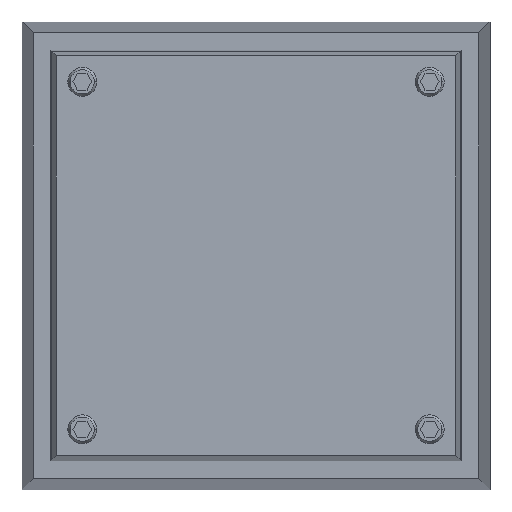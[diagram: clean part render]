
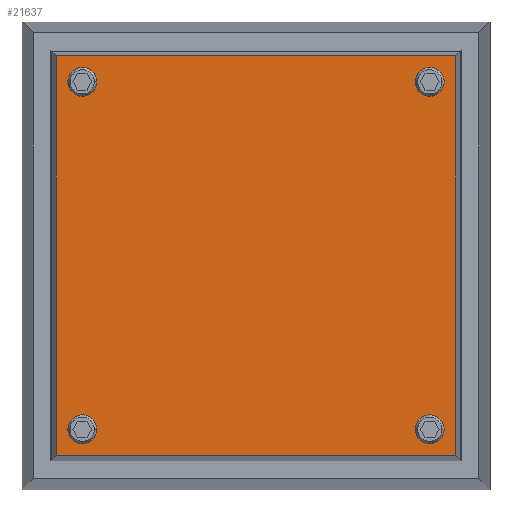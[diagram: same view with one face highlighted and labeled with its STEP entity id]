
A CAD part, top view. The second image highlights one B-rep face of the part: STEP entity #21637.
In plain terms, the highlighted planar face has unit normal (0, 0, 1).
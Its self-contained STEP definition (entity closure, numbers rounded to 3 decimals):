
#1109 = FACE_BOUND ( 'NONE', #22401, .T. ) ;
#1171 = DIRECTION ( 'NONE',  ( 0., 0., 1. ) ) ;
#1461 = DIRECTION ( 'NONE',  ( 0., -1., 0. ) ) ;
#1468 = EDGE_CURVE ( 'NONE', #7639, #16945, #19078, .T. ) ;
#1588 = EDGE_CURVE ( 'NONE', #16710, #13668, #19343, .T. ) ;
#1615 = DIRECTION ( 'NONE',  ( 1., 0., 0. ) ) ;
#1708 = CARTESIAN_POINT ( 'NONE',  ( 14.997, 15.003, 0. ) ) ;
#1720 = VERTEX_POINT ( 'NONE', #16274 ) ;
#1758 = AXIS2_PLACEMENT_3D ( 'NONE', #5747, #18713, #1615 ) ;
#1842 = CARTESIAN_POINT ( 'NONE',  ( 182.253, 15.003, 0. ) ) ;
#1958 = CARTESIAN_POINT ( 'NONE',  ( 12.247, 184.997, 0. ) ) ;
#1970 = DIRECTION ( 'NONE',  ( 1., 0., 0. ) ) ;
#2119 = DIRECTION ( 'NONE',  ( 1., 0., 0. ) ) ;
#2132 = CIRCLE ( 'NONE', #11044, 2.75 ) ;
#2740 = ORIENTED_EDGE ( 'NONE', *, *, #20640, .F. ) ;
#2822 = EDGE_CURVE ( 'NONE', #20409, #18868, #2132, .T. ) ;
#3008 = DIRECTION ( 'NONE',  ( 0., 0., 1. ) ) ;
#3578 = DIRECTION ( 'NONE',  ( 0., 0., 1. ) ) ;
#3583 = AXIS2_PLACEMENT_3D ( 'NONE', #5589, #6928, #8993 ) ;
#3843 = VECTOR ( 'NONE', #1461, 1000. ) ;
#4872 = VECTOR ( 'NONE', #10755, 1000. ) ;
#5004 = DIRECTION ( 'NONE',  ( 0., 0., -1. ) ) ;
#5034 = VECTOR ( 'NONE', #7587, 1000. ) ;
#5298 = LINE ( 'NONE', #12568, #4872 ) ;
#5589 = CARTESIAN_POINT ( 'NONE',  ( 14.997, 184.997, 0. ) ) ;
#5747 = CARTESIAN_POINT ( 'NONE',  ( 14.997, 15.003, 0. ) ) ;
#5970 = VERTEX_POINT ( 'NONE', #23911 ) ;
#6240 = ORIENTED_EDGE ( 'NONE', *, *, #1588, .F. ) ;
#6363 = EDGE_CURVE ( 'NONE', #1720, #11664, #16501, .T. ) ;
#6578 = FACE_BOUND ( 'NONE', #22608, .T. ) ;
#6808 = ORIENTED_EDGE ( 'NONE', *, *, #2822, .F. ) ;
#6928 = DIRECTION ( 'NONE',  ( 0., 0., 1. ) ) ;
#6949 = CARTESIAN_POINT ( 'NONE',  ( 14.997, 184.997, 0. ) ) ;
#7129 = EDGE_CURVE ( 'NONE', #17923, #7639, #5298, .T. ) ;
#7463 = CARTESIAN_POINT ( 'NONE',  ( 187.753, 184.997, 0. ) ) ;
#7587 = DIRECTION ( 'NONE',  ( 0., 1., 0. ) ) ;
#7639 = VERTEX_POINT ( 'NONE', #16788 ) ;
#7880 = CARTESIAN_POINT ( 'NONE',  ( 17.747, 15.003, 0. ) ) ;
#7980 = ORIENTED_EDGE ( 'NONE', *, *, #7129, .T. ) ;
#8347 = CARTESIAN_POINT ( 'NONE',  ( 185.003, 184.997, 0. ) ) ;
#8569 = EDGE_CURVE ( 'NONE', #13668, #16710, #20805, .T. ) ;
#8747 = AXIS2_PLACEMENT_3D ( 'NONE', #14442, #5004, #21831 ) ;
#8759 = AXIS2_PLACEMENT_3D ( 'NONE', #1708, #16378, #11054 ) ;
#8993 = DIRECTION ( 'NONE',  ( 1., 0., 0. ) ) ;
#10280 = DIRECTION ( 'NONE',  ( 1., 0., 0. ) ) ;
#10318 = EDGE_LOOP ( 'NONE', ( #19852, #17997 ) ) ;
#10718 = CIRCLE ( 'NONE', #21546, 2.75 ) ;
#10755 = DIRECTION ( 'NONE',  ( 1., 0., 0. ) ) ;
#11044 = AXIS2_PLACEMENT_3D ( 'NONE', #6949, #3578, #1970 ) ;
#11054 = DIRECTION ( 'NONE',  ( 1., 0., 0. ) ) ;
#11179 = ORIENTED_EDGE ( 'NONE', *, *, #11193, .T. ) ;
#11193 = EDGE_CURVE ( 'NONE', #15453, #17923, #18065, .T. ) ;
#11341 = DIRECTION ( 'NONE',  ( 0., 0., 1. ) ) ;
#11646 = CARTESIAN_POINT ( 'NONE',  ( 197.708, 197.708, 0. ) ) ;
#11664 = VERTEX_POINT ( 'NONE', #7880 ) ;
#11904 = CARTESIAN_POINT ( 'NONE',  ( 2.292, 197.708, 0. ) ) ;
#12081 = CIRCLE ( 'NONE', #3583, 2.75 ) ;
#12262 = AXIS2_PLACEMENT_3D ( 'NONE', #15846, #3008, #21310 ) ;
#12393 = FACE_BOUND ( 'NONE', #10318, .T. ) ;
#12568 = CARTESIAN_POINT ( 'NONE',  ( 2.292, 2.292, 0. ) ) ;
#12621 = CIRCLE ( 'NONE', #1758, 2.75 ) ;
#13416 = CIRCLE ( 'NONE', #12262, 2.75 ) ;
#13639 = ORIENTED_EDGE ( 'NONE', *, *, #8569, .F. ) ;
#13668 = VERTEX_POINT ( 'NONE', #1842 ) ;
#14227 = DIRECTION ( 'NONE',  ( -1., 0., 0. ) ) ;
#14247 = ORIENTED_EDGE ( 'NONE', *, *, #6363, .F. ) ;
#14442 = CARTESIAN_POINT ( 'NONE',  ( 0., 0., 0. ) ) ;
#15107 = ORIENTED_EDGE ( 'NONE', *, *, #15193, .T. ) ;
#15193 = EDGE_CURVE ( 'NONE', #16945, #15453, #15808, .T. ) ;
#15453 = VERTEX_POINT ( 'NONE', #11904 ) ;
#15808 = LINE ( 'NONE', #23209, #19441 ) ;
#15846 = CARTESIAN_POINT ( 'NONE',  ( 185.003, 184.997, 0. ) ) ;
#16016 = FACE_BOUND ( 'NONE', #23194, .T. ) ;
#16175 = EDGE_LOOP ( 'NONE', ( #20541, #15107, #11179, #7980 ) ) ;
#16274 = CARTESIAN_POINT ( 'NONE',  ( 12.247, 15.003, 0. ) ) ;
#16378 = DIRECTION ( 'NONE',  ( 0., 0., 1. ) ) ;
#16501 = CIRCLE ( 'NONE', #8759, 2.75 ) ;
#16710 = VERTEX_POINT ( 'NONE', #19663 ) ;
#16788 = CARTESIAN_POINT ( 'NONE',  ( 197.708, 2.292, 0. ) ) ;
#16901 = EDGE_CURVE ( 'NONE', #18868, #20409, #12081, .T. ) ;
#16945 = VERTEX_POINT ( 'NONE', #11646 ) ;
#17308 = DIRECTION ( 'NONE',  ( 1., 0., 0. ) ) ;
#17424 = ORIENTED_EDGE ( 'NONE', *, *, #16901, .F. ) ;
#17923 = VERTEX_POINT ( 'NONE', #18734 ) ;
#17997 = ORIENTED_EDGE ( 'NONE', *, *, #22399, .F. ) ;
#18065 = LINE ( 'NONE', #21486, #3843 ) ;
#18713 = DIRECTION ( 'NONE',  ( 0., 0., 1. ) ) ;
#18734 = CARTESIAN_POINT ( 'NONE',  ( 2.292, 2.292, 0. ) ) ;
#18868 = VERTEX_POINT ( 'NONE', #1958 ) ;
#19078 = LINE ( 'NONE', #22475, #5034 ) ;
#19343 = CIRCLE ( 'NONE', #20131, 2.75 ) ;
#19441 = VECTOR ( 'NONE', #14227, 1000. ) ;
#19663 = CARTESIAN_POINT ( 'NONE',  ( 187.753, 15.003, 0. ) ) ;
#19852 = ORIENTED_EDGE ( 'NONE', *, *, #22379, .F. ) ;
#20131 = AXIS2_PLACEMENT_3D ( 'NONE', #20554, #11341, #2119 ) ;
#20409 = VERTEX_POINT ( 'NONE', #23347 ) ;
#20506 = VERTEX_POINT ( 'NONE', #7463 ) ;
#20541 = ORIENTED_EDGE ( 'NONE', *, *, #1468, .T. ) ;
#20554 = CARTESIAN_POINT ( 'NONE',  ( 185.003, 15.003, 0. ) ) ;
#20640 = EDGE_CURVE ( 'NONE', #11664, #1720, #12621, .T. ) ;
#20805 = CIRCLE ( 'NONE', #23507, 2.75 ) ;
#21203 = DIRECTION ( 'NONE',  ( 0., 0., 1. ) ) ;
#21310 = DIRECTION ( 'NONE',  ( 1., 0., 0. ) ) ;
#21474 = FACE_OUTER_BOUND ( 'NONE', #16175, .T. ) ;
#21486 = CARTESIAN_POINT ( 'NONE',  ( 2.292, 2.292, 0. ) ) ;
#21546 = AXIS2_PLACEMENT_3D ( 'NONE', #8347, #1171, #10280 ) ;
#21595 = PLANE ( 'NONE',  #8747 ) ;
#21637 = ADVANCED_FACE ( 'NONE', ( #1109, #6578, #12393, #16016, #21474 ), #21595, .F. ) ;
#21831 = DIRECTION ( 'NONE',  ( -1., 0., 0. ) ) ;
#22379 = EDGE_CURVE ( 'NONE', #20506, #5970, #10718, .T. ) ;
#22399 = EDGE_CURVE ( 'NONE', #5970, #20506, #13416, .T. ) ;
#22401 = EDGE_LOOP ( 'NONE', ( #2740, #14247 ) ) ;
#22475 = CARTESIAN_POINT ( 'NONE',  ( 197.708, 2.292, 0. ) ) ;
#22543 = CARTESIAN_POINT ( 'NONE',  ( 185.003, 15.003, 0. ) ) ;
#22608 = EDGE_LOOP ( 'NONE', ( #6240, #13639 ) ) ;
#23194 = EDGE_LOOP ( 'NONE', ( #6808, #17424 ) ) ;
#23209 = CARTESIAN_POINT ( 'NONE',  ( 2.292, 197.708, 0. ) ) ;
#23347 = CARTESIAN_POINT ( 'NONE',  ( 17.747, 184.997, 0. ) ) ;
#23507 = AXIS2_PLACEMENT_3D ( 'NONE', #22543, #21203, #17308 ) ;
#23911 = CARTESIAN_POINT ( 'NONE',  ( 182.253, 184.997, 0. ) ) ;
